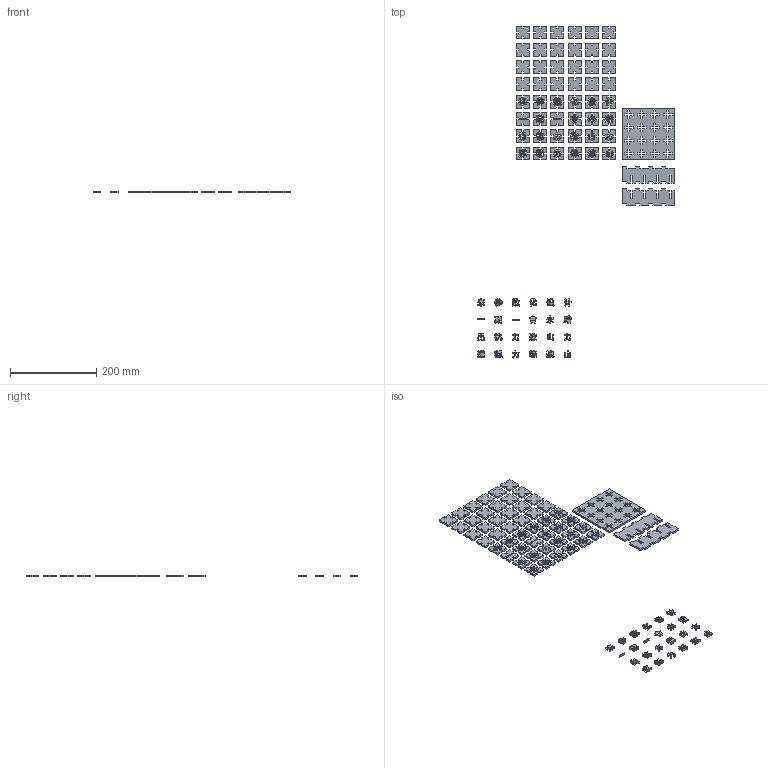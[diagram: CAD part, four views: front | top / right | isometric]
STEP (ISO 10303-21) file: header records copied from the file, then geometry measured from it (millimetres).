
FILE_DESCRIPTION(/* description */ ('STEP AP242','CAx-IF Rec.Pracs.---Representation and Presentation of Product Manufacturing Information (PMI)---4.0---2014-10-13','CAx-IF Rec.Pracs.---3D Tessellated Geometry---0.4---2014-09-14','2;1'),/* implementation_level */ '2;1');
FILE_NAME(/* name */ '68caf1f33438a28f0f133ecb',/* time_stamp */ '2025-09-17T17:37:59Z',/* author */ (''),/* organization */ (''),/* preprocessor_version */ 'ST-DEVELOPER v20',/* originating_system */ 'ONSHAPE BY PTC INC, 1.203',/* authorisation */ ' ');
FILE_SCHEMA (('AP242_MANAGED_MODEL_BASED_3D_ENGINEERING_MIM_LF { 1 0 10303 442 1 1 4 }'));
Products named in the file (135): Part 23; Part 39; Part 10; Part 40; Part 70; Part 54; Part 41; Part 18; Part 42; Part 65; Part 43; Part 34; Part 16; Part 63; Part 32; Part 44; Part 14; Part 45; Part 79; Part 46; Part 47; Part 127; Part 48; Part 111; Part 49; Part 36; Part 20; Part 27; Part 125; Part 50; Part 109; Part 67; Part 74; Part 58; Part 25; Part 123; Part 107; Part 72; Part 56; Part 114 ...
Bounding box: 455.98 x 768.14 x 4.5 mm (x, y, z)
Volume: 263300.6 mm3; surface area: 190429.9 mm2
Topology: 135 solids, 135 shells, 3649 faces, 10137 edges, 6758 vertices
Faces by surface type: plane 3099, bspline 492, cylinder 58
Entity records: 120919 total; most frequent: CARTESIAN_POINT 26991, ORIENTED_EDGE 20274, DIRECTION 15901, EDGE_CURVE 10137, LINE 9037, VECTOR 9037, VERTEX_POINT 6758, EDGE_LOOP 3785
